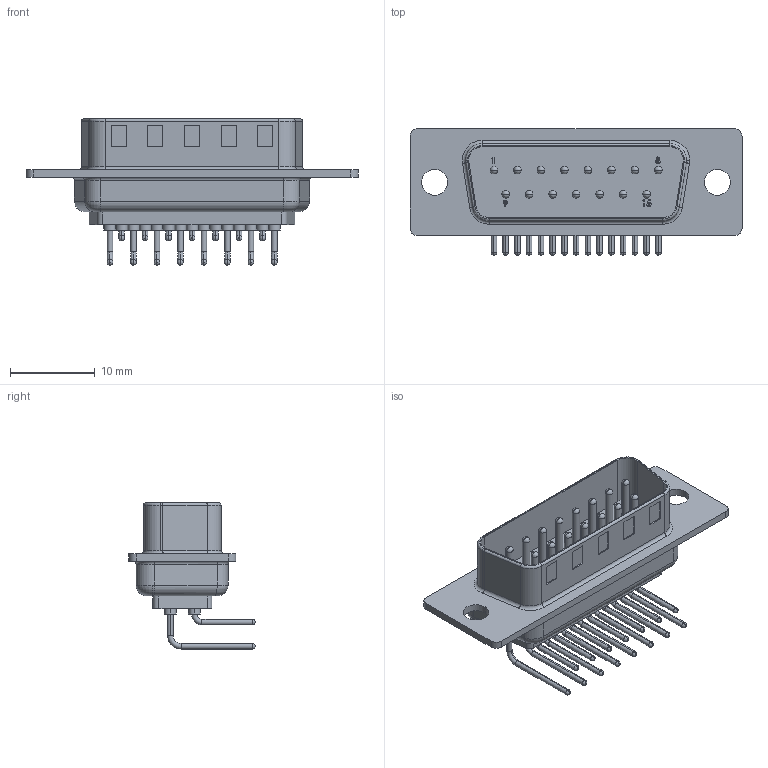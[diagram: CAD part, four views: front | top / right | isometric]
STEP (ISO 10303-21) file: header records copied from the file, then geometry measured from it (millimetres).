
FILE_DESCRIPTION (( 'STEP AP214' ), '1' );
FILE_NAME ('173-015-112.STEP', '2007-09-30T03:00:05', ( 'Tom Plaven' ), ( 'Anapro Tech' ), 'SwSTEP 2.0', 'SolidWorks 2007', '' );
FILE_SCHEMA (( 'AUTOMOTIVE_DESIGN' ));
Length unit declared in the file: inch
Products named in the file (1): 173-015-112
Bounding box: 39.14 x 14.87 x 17.23 mm (x, y, z)
Volume: 2066.1 mm3; surface area: 2735.9 mm2
Topology: 1 solids, 1 shells, 456 faces, 1023 edges, 636 vertices
Faces by surface type: cylinder 163, plane 151, torus 110, bspline 32
Entity records: 18602 total; most frequent: CARTESIAN_POINT 3940, DIRECTION 2319, ORIENTED_EDGE 2046, EDGE_CURVE 1023, AXIS2_PLACEMENT_3D 939, VERTEX_POINT 636, EDGE_LOOP 527, CIRCLE 514
